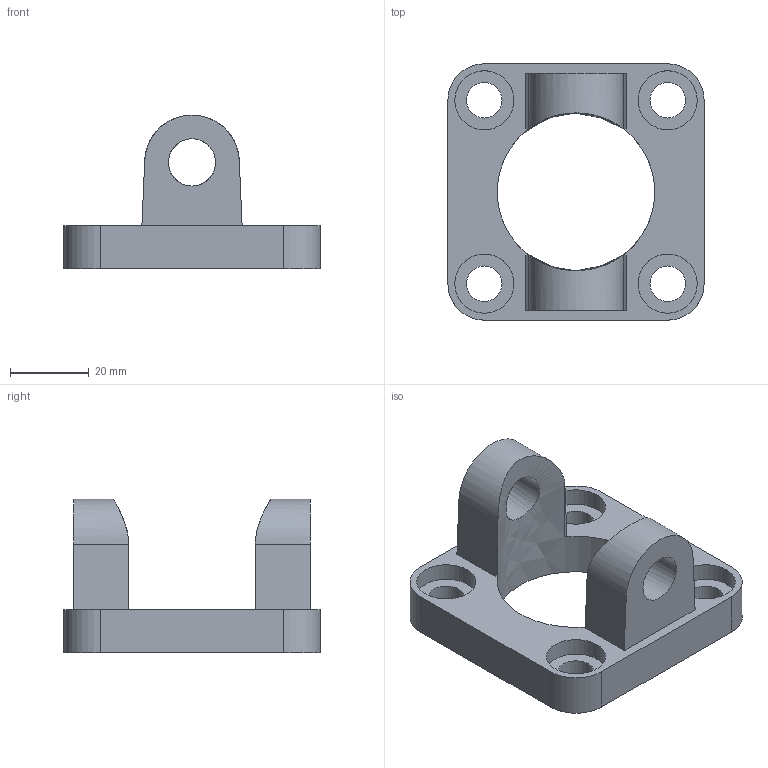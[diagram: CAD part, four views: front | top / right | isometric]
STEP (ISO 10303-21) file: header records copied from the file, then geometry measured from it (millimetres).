
FILE_DESCRIPTION((''),'2;1');
FILE_NAME('1500.50.08F.stp','2007-02-26T14:17:08',('valotma1'),(''),'Autodesk Inventor 11','Autodesk Inventor 11','');
FILE_SCHEMA(('AUTOMOTIVE_DESIGN { 1 0 10303 214 1 1 1 1 }'));
Length unit declared in the file: millimetre
Products named in the file (1): 1500.50
Bounding box: 65 x 65 x 39 mm (x, y, z)
Volume: 38633.7 mm3; surface area: 15047.4 mm2
Topology: 1 solids, 1 shells, 37 faces, 93 edges, 62 vertices
Faces by surface type: plane 16, bspline 15, cylinder 6
Entity records: 1490 total; most frequent: CARTESIAN_POINT 625, ORIENTED_EDGE 162, DIRECTION 158, EDGE_CURVE 81, EDGE_LOOP 66, VERTEX_POINT 61, AXIS2_PLACEMENT_3D 58, VECTOR 42
